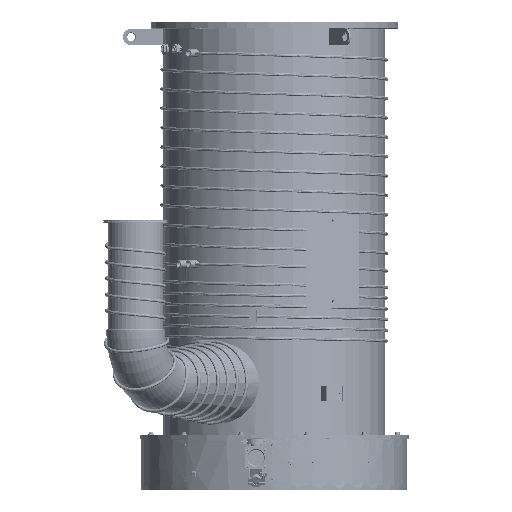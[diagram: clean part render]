
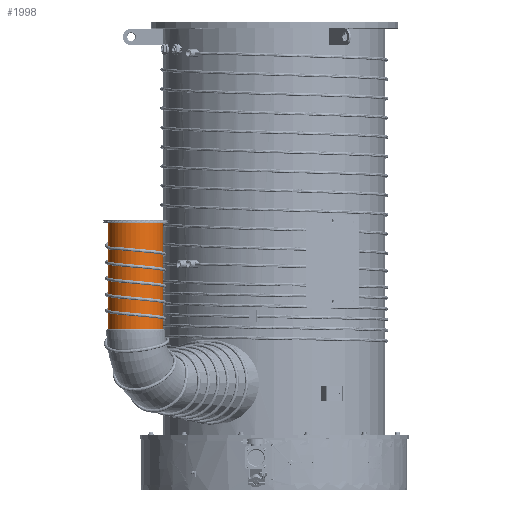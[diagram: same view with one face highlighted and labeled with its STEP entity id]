
A CAD part, top view. The second image highlights one B-rep face of the part: STEP entity #1998.
In plain terms, the highlighted cylindrical face has radius 102.5 mm (diameter 205 mm), a full revolution.
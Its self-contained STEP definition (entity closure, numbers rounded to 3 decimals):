
#1998=ADVANCED_FACE('',(#66905,#66907),#66909,.T.);
#66905=FACE_OUTER_BOUND('',#66906,.T.);
#66906=EDGE_LOOP('',(#217919));
#66907=FACE_OUTER_BOUND('',#66908,.T.);
#66908=EDGE_LOOP('',(#217920));
#66909=CYLINDRICAL_SURFACE('',#66910,102.5);
#66910=AXIS2_PLACEMENT_3D('',#66911,#66912,#66913);
#66911=CARTESIAN_POINT('',(-515.5,902.,892.371));
#66912=DIRECTION('',(0.,1.,0.));
#66913=DIRECTION('',(0.5,0.,-0.866));
#217919=ORIENTED_EDGE('',*,*,#252931,.F.);
#217920=ORIENTED_EDGE('',*,*,#252932,.T.);
#252931=EDGE_CURVE('',#306027,#306027,#306028,.T.);
#252932=EDGE_CURVE('',#306029,#306029,#306030,.T.);
#306027=VERTEX_POINT('',#477968);
#306028=CIRCLE('',#477969,102.5);
#306029=VERTEX_POINT('',#477973);
#306030=CIRCLE('',#477974,102.5);
#477968=CARTESIAN_POINT('',(-464.25,902.,803.604));
#477969=AXIS2_PLACEMENT_3D('',#477970,#477971,#477972);
#477970=CARTESIAN_POINT('',(-515.5,902.,892.371));
#477971=DIRECTION('',(0.,1.,0.));
#477972=DIRECTION('',(0.5,0.,-0.866));
#477973=CARTESIAN_POINT('',(-464.25,505.,803.604));
#477974=AXIS2_PLACEMENT_3D('',#477975,#477976,#477977);
#477975=CARTESIAN_POINT('',(-515.5,505.,892.371));
#477976=DIRECTION('',(0.,1.,0.));
#477977=DIRECTION('',(0.5,0.,-0.866));
